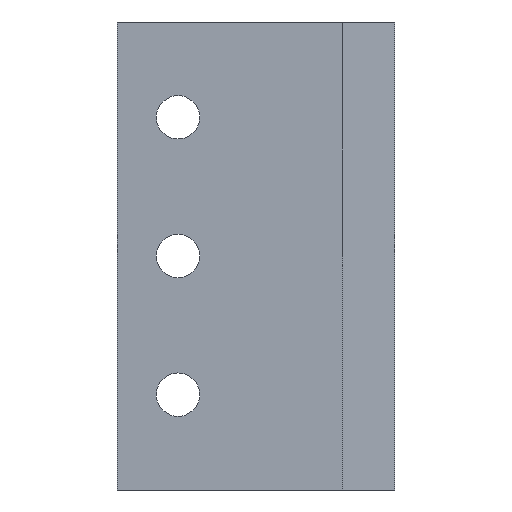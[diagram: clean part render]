
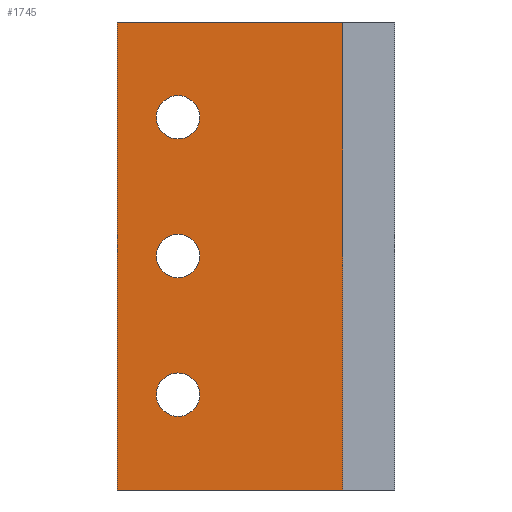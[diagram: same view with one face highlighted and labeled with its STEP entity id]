
A CAD part, left-side view. The second image highlights one B-rep face of the part: STEP entity #1745.
In plain terms, the highlighted planar face has unit normal (-1, 0, 0).
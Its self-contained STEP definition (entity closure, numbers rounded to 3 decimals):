
#32 = PLANE('',#33);
#33 = AXIS2_PLACEMENT_3D('',#34,#35,#36);
#34 = CARTESIAN_POINT('',(-19.,-26.,-76.));
#35 = DIRECTION('',(0.,0.,1.));
#36 = DIRECTION('',(1.,0.,0.));
#173 = VERTEX_POINT('',#174);
#174 = CARTESIAN_POINT('',(-19.,-10.,-76.));
#188 = PLANE('',#189);
#189 = AXIS2_PLACEMENT_3D('',#190,#191,#192);
#190 = CARTESIAN_POINT('',(-19.,-10.,-103.));
#191 = DIRECTION('',(0.,1.,0.));
#192 = DIRECTION('',(0.,0.,1.));
#200 = EDGE_CURVE('',#201,#173,#203,.T.);
#201 = VERTEX_POINT('',#202);
#202 = CARTESIAN_POINT('',(-19.,-23.,-76.));
#203 = SURFACE_CURVE('',#204,(#208,#215),.PCURVE_S1.);
#204 = LINE('',#205,#206);
#205 = CARTESIAN_POINT('',(-19.,-26.,-76.));
#206 = VECTOR('',#207,1.);
#207 = DIRECTION('',(0.,1.,0.));
#208 = PCURVE('',#32,#209);
#209 = DEFINITIONAL_REPRESENTATION('',(#210),#214);
#210 = LINE('',#211,#212);
#211 = CARTESIAN_POINT('',(0.,0.));
#212 = VECTOR('',#213,1.);
#213 = DIRECTION('',(0.,1.));
#214 = ( GEOMETRIC_REPRESENTATION_CONTEXT(2) 
PARAMETRIC_REPRESENTATION_CONTEXT() REPRESENTATION_CONTEXT('2D SPACE',''
  ) );
#215 = PCURVE('',#216,#221);
#216 = PLANE('',#217);
#217 = AXIS2_PLACEMENT_3D('',#218,#219,#220);
#218 = CARTESIAN_POINT('',(-19.,-26.,-103.));
#219 = DIRECTION('',(1.,0.,0.));
#220 = DIRECTION('',(0.,0.,1.));
#221 = DEFINITIONAL_REPRESENTATION('',(#222),#226);
#222 = LINE('',#223,#224);
#223 = CARTESIAN_POINT('',(27.,0.));
#224 = VECTOR('',#225,1.);
#225 = DIRECTION('',(0.,-1.));
#226 = ( GEOMETRIC_REPRESENTATION_CONTEXT(2) 
PARAMETRIC_REPRESENTATION_CONTEXT() REPRESENTATION_CONTEXT('2D SPACE',''
  ) );
#244 = PLANE('',#245);
#245 = AXIS2_PLACEMENT_3D('',#246,#247,#248);
#246 = CARTESIAN_POINT('',(-17.5,-24.5,-103.));
#247 = DIRECTION('',(-0.707,-0.707,0.));
#248 = DIRECTION('',(-0.,-0.,-1.));
#707 = PLANE('',#708);
#708 = AXIS2_PLACEMENT_3D('',#709,#710,#711);
#709 = CARTESIAN_POINT('',(-19.,-26.,-103.));
#710 = DIRECTION('',(0.,0.,1.));
#711 = DIRECTION('',(1.,0.,0.));
#1244 = CYLINDRICAL_SURFACE('',#1245,1.25);
#1245 = AXIS2_PLACEMENT_3D('',#1246,#1247,#1248);
#1246 = CARTESIAN_POINT('',(-49.,-13.5,-89.5));
#1247 = DIRECTION('',(1.,0.,0.));
#1248 = DIRECTION('',(0.,-1.,0.));
#1275 = CYLINDRICAL_SURFACE('',#1276,1.25);
#1276 = AXIS2_PLACEMENT_3D('',#1277,#1278,#1279);
#1277 = CARTESIAN_POINT('',(-49.,-13.5,-97.5));
#1278 = DIRECTION('',(1.,0.,0.));
#1279 = DIRECTION('',(0.,-1.,0.));
#1306 = CYLINDRICAL_SURFACE('',#1307,1.25);
#1307 = AXIS2_PLACEMENT_3D('',#1308,#1309,#1310);
#1308 = CARTESIAN_POINT('',(-49.,-13.5,-81.5));
#1309 = DIRECTION('',(1.,0.,0.));
#1310 = DIRECTION('',(0.,-1.,0.));
#1652 = VERTEX_POINT('',#1653);
#1653 = CARTESIAN_POINT('',(-19.,-10.,-103.));
#1674 = EDGE_CURVE('',#1652,#173,#1675,.T.);
#1675 = SURFACE_CURVE('',#1676,(#1680,#1687),.PCURVE_S1.);
#1676 = LINE('',#1677,#1678);
#1677 = CARTESIAN_POINT('',(-19.,-10.,-103.));
#1678 = VECTOR('',#1679,1.);
#1679 = DIRECTION('',(0.,0.,1.));
#1680 = PCURVE('',#188,#1681);
#1681 = DEFINITIONAL_REPRESENTATION('',(#1682),#1686);
#1682 = LINE('',#1683,#1684);
#1683 = CARTESIAN_POINT('',(0.,0.));
#1684 = VECTOR('',#1685,1.);
#1685 = DIRECTION('',(1.,0.));
#1686 = ( GEOMETRIC_REPRESENTATION_CONTEXT(2) 
PARAMETRIC_REPRESENTATION_CONTEXT() REPRESENTATION_CONTEXT('2D SPACE',''
  ) );
#1687 = PCURVE('',#216,#1688);
#1688 = DEFINITIONAL_REPRESENTATION('',(#1689),#1693);
#1689 = LINE('',#1690,#1691);
#1690 = CARTESIAN_POINT('',(0.,-16.));
#1691 = VECTOR('',#1692,1.);
#1692 = DIRECTION('',(1.,0.));
#1693 = ( GEOMETRIC_REPRESENTATION_CONTEXT(2) 
PARAMETRIC_REPRESENTATION_CONTEXT() REPRESENTATION_CONTEXT('2D SPACE',''
  ) );
#1701 = VERTEX_POINT('',#1702);
#1702 = CARTESIAN_POINT('',(-19.,-23.,-103.));
#1723 = EDGE_CURVE('',#1701,#201,#1724,.T.);
#1724 = SURFACE_CURVE('',#1725,(#1729,#1736),.PCURVE_S1.);
#1725 = LINE('',#1726,#1727);
#1726 = CARTESIAN_POINT('',(-19.,-23.,-103.));
#1727 = VECTOR('',#1728,1.);
#1728 = DIRECTION('',(0.,0.,1.));
#1729 = PCURVE('',#244,#1730);
#1730 = DEFINITIONAL_REPRESENTATION('',(#1731),#1735);
#1731 = LINE('',#1732,#1733);
#1732 = CARTESIAN_POINT('',(-0.,-2.121));
#1733 = VECTOR('',#1734,1.);
#1734 = DIRECTION('',(-1.,0.));
#1735 = ( GEOMETRIC_REPRESENTATION_CONTEXT(2) 
PARAMETRIC_REPRESENTATION_CONTEXT() REPRESENTATION_CONTEXT('2D SPACE',''
  ) );
#1736 = PCURVE('',#216,#1737);
#1737 = DEFINITIONAL_REPRESENTATION('',(#1738),#1742);
#1738 = LINE('',#1739,#1740);
#1739 = CARTESIAN_POINT('',(0.,-3.));
#1740 = VECTOR('',#1741,1.);
#1741 = DIRECTION('',(1.,0.));
#1742 = ( GEOMETRIC_REPRESENTATION_CONTEXT(2) 
PARAMETRIC_REPRESENTATION_CONTEXT() REPRESENTATION_CONTEXT('2D SPACE',''
  ) );
#1745 = ADVANCED_FACE('',(#1746,#1772,#1798,#1824),#216,.F.);
#1746 = FACE_BOUND('',#1747,.F.);
#1747 = EDGE_LOOP('',(#1748,#1749,#1750,#1771));
#1748 = ORIENTED_EDGE('',*,*,#200,.F.);
#1749 = ORIENTED_EDGE('',*,*,#1723,.F.);
#1750 = ORIENTED_EDGE('',*,*,#1751,.T.);
#1751 = EDGE_CURVE('',#1701,#1652,#1752,.T.);
#1752 = SURFACE_CURVE('',#1753,(#1757,#1764),.PCURVE_S1.);
#1753 = LINE('',#1754,#1755);
#1754 = CARTESIAN_POINT('',(-19.,-26.,-103.));
#1755 = VECTOR('',#1756,1.);
#1756 = DIRECTION('',(0.,1.,0.));
#1757 = PCURVE('',#216,#1758);
#1758 = DEFINITIONAL_REPRESENTATION('',(#1759),#1763);
#1759 = LINE('',#1760,#1761);
#1760 = CARTESIAN_POINT('',(0.,0.));
#1761 = VECTOR('',#1762,1.);
#1762 = DIRECTION('',(0.,-1.));
#1763 = ( GEOMETRIC_REPRESENTATION_CONTEXT(2) 
PARAMETRIC_REPRESENTATION_CONTEXT() REPRESENTATION_CONTEXT('2D SPACE',''
  ) );
#1764 = PCURVE('',#707,#1765);
#1765 = DEFINITIONAL_REPRESENTATION('',(#1766),#1770);
#1766 = LINE('',#1767,#1768);
#1767 = CARTESIAN_POINT('',(0.,0.));
#1768 = VECTOR('',#1769,1.);
#1769 = DIRECTION('',(0.,1.));
#1770 = ( GEOMETRIC_REPRESENTATION_CONTEXT(2) 
PARAMETRIC_REPRESENTATION_CONTEXT() REPRESENTATION_CONTEXT('2D SPACE',''
  ) );
#1771 = ORIENTED_EDGE('',*,*,#1674,.T.);
#1772 = FACE_BOUND('',#1773,.F.);
#1773 = EDGE_LOOP('',(#1774));
#1774 = ORIENTED_EDGE('',*,*,#1775,.F.);
#1775 = EDGE_CURVE('',#1776,#1776,#1778,.T.);
#1776 = VERTEX_POINT('',#1777);
#1777 = CARTESIAN_POINT('',(-19.,-14.75,-89.5));
#1778 = SURFACE_CURVE('',#1779,(#1784,#1791),.PCURVE_S1.);
#1779 = CIRCLE('',#1780,1.25);
#1780 = AXIS2_PLACEMENT_3D('',#1781,#1782,#1783);
#1781 = CARTESIAN_POINT('',(-19.,-13.5,-89.5));
#1782 = DIRECTION('',(1.,0.,0.));
#1783 = DIRECTION('',(0.,-1.,0.));
#1784 = PCURVE('',#216,#1785);
#1785 = DEFINITIONAL_REPRESENTATION('',(#1786),#1790);
#1786 = CIRCLE('',#1787,1.25);
#1787 = AXIS2_PLACEMENT_2D('',#1788,#1789);
#1788 = CARTESIAN_POINT('',(13.5,-12.5));
#1789 = DIRECTION('',(0.,1.));
#1790 = ( GEOMETRIC_REPRESENTATION_CONTEXT(2) 
PARAMETRIC_REPRESENTATION_CONTEXT() REPRESENTATION_CONTEXT('2D SPACE',''
  ) );
#1791 = PCURVE('',#1244,#1792);
#1792 = DEFINITIONAL_REPRESENTATION('',(#1793),#1797);
#1793 = LINE('',#1794,#1795);
#1794 = CARTESIAN_POINT('',(0.,30.));
#1795 = VECTOR('',#1796,1.);
#1796 = DIRECTION('',(1.,0.));
#1797 = ( GEOMETRIC_REPRESENTATION_CONTEXT(2) 
PARAMETRIC_REPRESENTATION_CONTEXT() REPRESENTATION_CONTEXT('2D SPACE',''
  ) );
#1798 = FACE_BOUND('',#1799,.F.);
#1799 = EDGE_LOOP('',(#1800));
#1800 = ORIENTED_EDGE('',*,*,#1801,.F.);
#1801 = EDGE_CURVE('',#1802,#1802,#1804,.T.);
#1802 = VERTEX_POINT('',#1803);
#1803 = CARTESIAN_POINT('',(-19.,-14.75,-97.5));
#1804 = SURFACE_CURVE('',#1805,(#1810,#1817),.PCURVE_S1.);
#1805 = CIRCLE('',#1806,1.25);
#1806 = AXIS2_PLACEMENT_3D('',#1807,#1808,#1809);
#1807 = CARTESIAN_POINT('',(-19.,-13.5,-97.5));
#1808 = DIRECTION('',(1.,0.,0.));
#1809 = DIRECTION('',(0.,-1.,0.));
#1810 = PCURVE('',#216,#1811);
#1811 = DEFINITIONAL_REPRESENTATION('',(#1812),#1816);
#1812 = CIRCLE('',#1813,1.25);
#1813 = AXIS2_PLACEMENT_2D('',#1814,#1815);
#1814 = CARTESIAN_POINT('',(5.5,-12.5));
#1815 = DIRECTION('',(0.,1.));
#1816 = ( GEOMETRIC_REPRESENTATION_CONTEXT(2) 
PARAMETRIC_REPRESENTATION_CONTEXT() REPRESENTATION_CONTEXT('2D SPACE',''
  ) );
#1817 = PCURVE('',#1275,#1818);
#1818 = DEFINITIONAL_REPRESENTATION('',(#1819),#1823);
#1819 = LINE('',#1820,#1821);
#1820 = CARTESIAN_POINT('',(0.,30.));
#1821 = VECTOR('',#1822,1.);
#1822 = DIRECTION('',(1.,0.));
#1823 = ( GEOMETRIC_REPRESENTATION_CONTEXT(2) 
PARAMETRIC_REPRESENTATION_CONTEXT() REPRESENTATION_CONTEXT('2D SPACE',''
  ) );
#1824 = FACE_BOUND('',#1825,.F.);
#1825 = EDGE_LOOP('',(#1826));
#1826 = ORIENTED_EDGE('',*,*,#1827,.F.);
#1827 = EDGE_CURVE('',#1828,#1828,#1830,.T.);
#1828 = VERTEX_POINT('',#1829);
#1829 = CARTESIAN_POINT('',(-19.,-14.75,-81.5));
#1830 = SURFACE_CURVE('',#1831,(#1836,#1843),.PCURVE_S1.);
#1831 = CIRCLE('',#1832,1.25);
#1832 = AXIS2_PLACEMENT_3D('',#1833,#1834,#1835);
#1833 = CARTESIAN_POINT('',(-19.,-13.5,-81.5));
#1834 = DIRECTION('',(1.,0.,0.));
#1835 = DIRECTION('',(0.,-1.,0.));
#1836 = PCURVE('',#216,#1837);
#1837 = DEFINITIONAL_REPRESENTATION('',(#1838),#1842);
#1838 = CIRCLE('',#1839,1.25);
#1839 = AXIS2_PLACEMENT_2D('',#1840,#1841);
#1840 = CARTESIAN_POINT('',(21.5,-12.5));
#1841 = DIRECTION('',(0.,1.));
#1842 = ( GEOMETRIC_REPRESENTATION_CONTEXT(2) 
PARAMETRIC_REPRESENTATION_CONTEXT() REPRESENTATION_CONTEXT('2D SPACE',''
  ) );
#1843 = PCURVE('',#1306,#1844);
#1844 = DEFINITIONAL_REPRESENTATION('',(#1845),#1849);
#1845 = LINE('',#1846,#1847);
#1846 = CARTESIAN_POINT('',(0.,30.));
#1847 = VECTOR('',#1848,1.);
#1848 = DIRECTION('',(1.,0.));
#1849 = ( GEOMETRIC_REPRESENTATION_CONTEXT(2) 
PARAMETRIC_REPRESENTATION_CONTEXT() REPRESENTATION_CONTEXT('2D SPACE',''
  ) );
